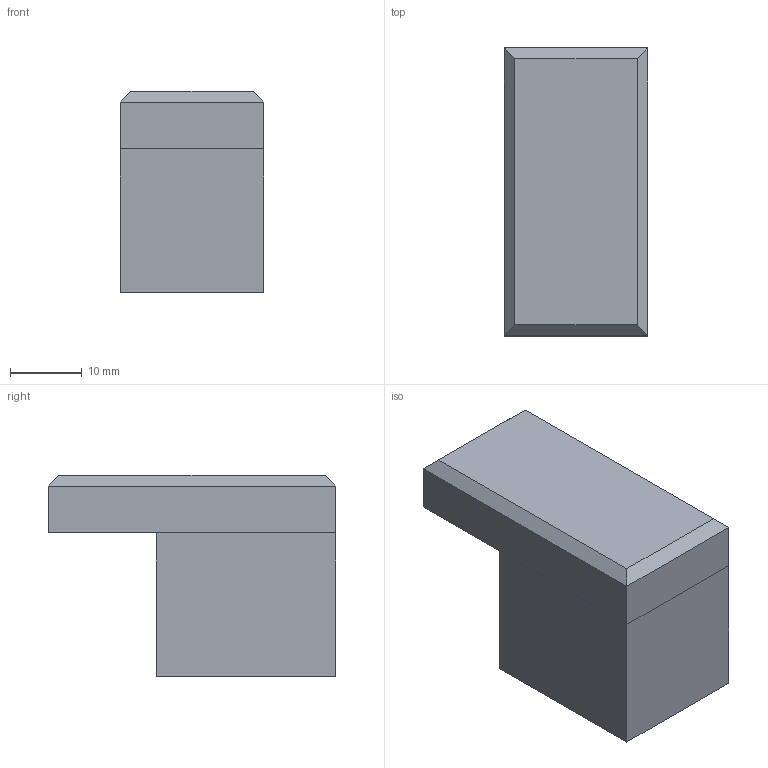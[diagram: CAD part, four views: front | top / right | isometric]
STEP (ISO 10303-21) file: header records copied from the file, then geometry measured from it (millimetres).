
FILE_DESCRIPTION (( 'STEP AP214' ), '1' );
FILE_NAME ('F002468_3D.step', '2022-06-10T07:02:44', ( '' ), ( '' ), 'SwSTEP 2.0', 'SolidWorks 2020', '' );
FILE_SCHEMA (( 'AUTOMOTIVE_DESIGN' ));
Length unit declared in the file: millimetre
Products named in the file (1): F002468_3D
Bounding box: 20 x 40 x 28 mm (x, y, z)
Volume: 16084.2 mm3; surface area: 5471.4 mm2
Topology: 2 solids, 2 shells, 24 faces, 52 edges, 30 vertices
Faces by surface type: plane 16, cylinder 4, cone 4
Entity records: 699 total; most frequent: DIRECTION 106, CARTESIAN_POINT 103, ORIENTED_EDGE 96, EDGE_CURVE 48, VECTOR 40, LINE 40, AXIS2_PLACEMENT_3D 33, VERTEX_POINT 30
